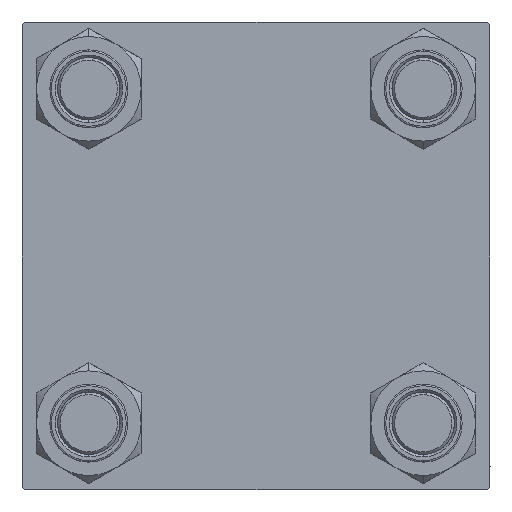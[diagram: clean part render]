
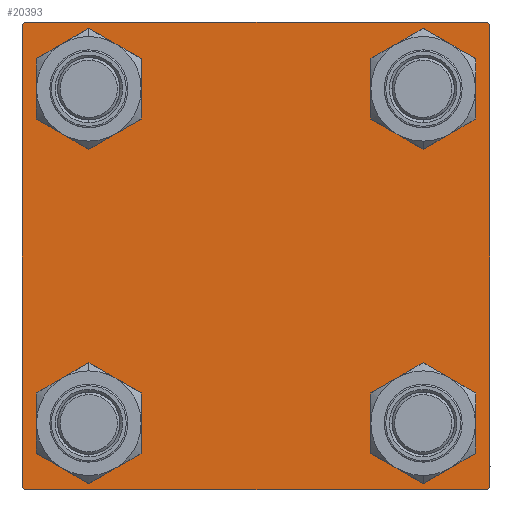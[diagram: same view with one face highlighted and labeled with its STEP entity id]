
A CAD part, left-side view. The second image highlights one B-rep face of the part: STEP entity #20393.
In plain terms, the highlighted planar face has unit normal (-1, 0, 0).
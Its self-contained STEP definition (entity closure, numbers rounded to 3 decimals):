
#1135 = ORIENTED_EDGE ( 'NONE', *, *, #49948, .T. ) ;
#1596 = DIRECTION ( 'NONE',  ( 0., 0.707, 0.707 ) ) ;
#1682 = CARTESIAN_POINT ( 'NONE',  ( 0., 45., -45. ) ) ;
#2078 = DIRECTION ( 'NONE',  ( 0., 0., 1. ) ) ;
#2351 = EDGE_CURVE ( 'NONE', #16631, #18656, #14692, .T. ) ;
#2923 = LINE ( 'NONE', #18613, #44501 ) ;
#3427 = CARTESIAN_POINT ( 'NONE',  ( 0., 32.15, 38.65 ) ) ;
#3455 = EDGE_CURVE ( 'NONE', #48877, #16552, #29980, .T. ) ;
#3495 = DIRECTION ( 'NONE',  ( 0., 0., 1. ) ) ;
#4191 = LINE ( 'NONE', #19118, #19360 ) ;
#4270 = VERTEX_POINT ( 'NONE', #32492 ) ;
#4322 = LINE ( 'NONE', #1682, #50865 ) ;
#4412 = EDGE_CURVE ( 'NONE', #32509, #18656, #2923, .T. ) ;
#4575 = DIRECTION ( 'NONE',  ( 0., 0., 1. ) ) ;
#5167 = AXIS2_PLACEMENT_3D ( 'NONE', #19544, #50406, #7723 ) ;
#5447 = LINE ( 'NONE', #25498, #37474 ) ;
#6028 = DIRECTION ( 'NONE',  ( 0., 0., -1. ) ) ;
#7537 = CARTESIAN_POINT ( 'NONE',  ( 0., -32.15, 25.65 ) ) ;
#7723 = DIRECTION ( 'NONE',  ( 0., 0., 1. ) ) ;
#7789 = EDGE_LOOP ( 'NONE', ( #40394, #46850 ) ) ;
#8021 = VECTOR ( 'NONE', #35545, 1000. ) ;
#8435 = CIRCLE ( 'NONE', #5167, 6.5 ) ;
#9598 = EDGE_CURVE ( 'NONE', #34760, #10194, #8435, .T. ) ;
#9845 = DIRECTION ( 'NONE',  ( 0., 0., 1. ) ) ;
#10194 = VERTEX_POINT ( 'NONE', #7537 ) ;
#10298 = VERTEX_POINT ( 'NONE', #17533 ) ;
#10937 = ORIENTED_EDGE ( 'NONE', *, *, #17776, .T. ) ;
#10959 = CARTESIAN_POINT ( 'NONE',  ( 0., 45., 45. ) ) ;
#11127 = VERTEX_POINT ( 'NONE', #49724 ) ;
#11441 = CARTESIAN_POINT ( 'NONE',  ( 0., 32.15, -25.65 ) ) ;
#11827 = ORIENTED_EDGE ( 'NONE', *, *, #31401, .T. ) ;
#12066 = DIRECTION ( 'NONE',  ( 0., -0.707, -0.707 ) ) ;
#13485 = CARTESIAN_POINT ( 'NONE',  ( 0., -32.15, 32.15 ) ) ;
#14136 = EDGE_CURVE ( 'NONE', #10194, #34760, #25839, .T. ) ;
#14228 = DIRECTION ( 'NONE',  ( 0., 0., 1. ) ) ;
#14409 = CARTESIAN_POINT ( 'NONE',  ( 0., -44.5, 45. ) ) ;
#14418 = CARTESIAN_POINT ( 'NONE',  ( 0., -32.15, -32.15 ) ) ;
#14692 = LINE ( 'NONE', #34438, #48592 ) ;
#14782 = CIRCLE ( 'NONE', #22143, 6.5 ) ;
#14975 = VERTEX_POINT ( 'NONE', #23050 ) ;
#15081 = DIRECTION ( 'NONE',  ( 0., 0., -1. ) ) ;
#16301 = ORIENTED_EDGE ( 'NONE', *, *, #24906, .F. ) ;
#16552 = VERTEX_POINT ( 'NONE', #22937 ) ;
#16631 = VERTEX_POINT ( 'NONE', #20073 ) ;
#16956 = FACE_BOUND ( 'NONE', #29250, .T. ) ;
#17022 = VERTEX_POINT ( 'NONE', #19173 ) ;
#17039 = CARTESIAN_POINT ( 'NONE',  ( 0., 32.15, 32.15 ) ) ;
#17089 = DIRECTION ( 'NONE',  ( 0., 0., 1. ) ) ;
#17133 = ORIENTED_EDGE ( 'NONE', *, *, #36312, .T. ) ;
#17533 = CARTESIAN_POINT ( 'NONE',  ( 0., 44.5, 45. ) ) ;
#17776 = EDGE_CURVE ( 'NONE', #10298, #48877, #4191, .T. ) ;
#17823 = CARTESIAN_POINT ( 'NONE',  ( 0., -32.15, 38.65 ) ) ;
#18128 = CARTESIAN_POINT ( 'NONE',  ( 0., -32.15, -25.65 ) ) ;
#18613 = CARTESIAN_POINT ( 'NONE',  ( 0., -45., 45. ) ) ;
#18637 = VERTEX_POINT ( 'NONE', #18128 ) ;
#18656 = VERTEX_POINT ( 'NONE', #30941 ) ;
#19118 = CARTESIAN_POINT ( 'NONE',  ( 0., 44.75, 44.75 ) ) ;
#19173 = CARTESIAN_POINT ( 'NONE',  ( 0., 32.15, -38.65 ) ) ;
#19347 = AXIS2_PLACEMENT_3D ( 'NONE', #17039, #45041, #9845 ) ;
#19356 = AXIS2_PLACEMENT_3D ( 'NONE', #40579, #31481, #3495 ) ;
#19360 = VECTOR ( 'NONE', #23229, 1000. ) ;
#19544 = CARTESIAN_POINT ( 'NONE',  ( 0., -32.15, 32.15 ) ) ;
#19900 = LINE ( 'NONE', #47396, #8021 ) ;
#20073 = CARTESIAN_POINT ( 'NONE',  ( 0., -44.5, -45. ) ) ;
#20081 = EDGE_CURVE ( 'NONE', #32509, #42035, #5447, .T. ) ;
#20180 = DIRECTION ( 'NONE',  ( 0., 0., 1. ) ) ;
#20227 = ORIENTED_EDGE ( 'NONE', *, *, #47758, .T. ) ;
#20393 = ADVANCED_FACE ( 'NONE', ( #16956, #40836, #32622, #44698, #48313 ), #24924, .T. ) ;
#21815 = AXIS2_PLACEMENT_3D ( 'NONE', #33736, #49436, #14228 ) ;
#22143 = AXIS2_PLACEMENT_3D ( 'NONE', #43379, #23357, #4575 ) ;
#22937 = CARTESIAN_POINT ( 'NONE',  ( 0., 45., -44.5 ) ) ;
#22977 = EDGE_LOOP ( 'NONE', ( #34307, #20227 ) ) ;
#23050 = CARTESIAN_POINT ( 'NONE',  ( 0., 32.15, 25.65 ) ) ;
#23229 = DIRECTION ( 'NONE',  ( 0., 0.707, -0.707 ) ) ;
#23357 = DIRECTION ( 'NONE',  ( 1., 0., 0. ) ) ;
#23509 = ORIENTED_EDGE ( 'NONE', *, *, #3455, .T. ) ;
#23534 = DIRECTION ( 'NONE',  ( 1., 0., 0. ) ) ;
#24789 = VERTEX_POINT ( 'NONE', #11441 ) ;
#24906 = EDGE_CURVE ( 'NONE', #10298, #42035, #19900, .T. ) ;
#24924 = PLANE ( 'NONE',  #19356 ) ;
#25105 = VECTOR ( 'NONE', #12066, 1000. ) ;
#25498 = CARTESIAN_POINT ( 'NONE',  ( 0., -44.75, 44.75 ) ) ;
#25839 = CIRCLE ( 'NONE', #46332, 6.5 ) ;
#26048 = ORIENTED_EDGE ( 'NONE', *, *, #20081, .T. ) ;
#26753 = EDGE_CURVE ( 'NONE', #17022, #24789, #34312, .T. ) ;
#27151 = CARTESIAN_POINT ( 'NONE',  ( 0., 32.15, -32.15 ) ) ;
#27557 = CIRCLE ( 'NONE', #19347, 6.5 ) ;
#28496 = LINE ( 'NONE', #39796, #25105 ) ;
#29250 = EDGE_LOOP ( 'NONE', ( #46461, #48481 ) ) ;
#29980 = LINE ( 'NONE', #10959, #30492 ) ;
#30045 = VERTEX_POINT ( 'NONE', #3427 ) ;
#30451 = EDGE_LOOP ( 'NONE', ( #1135, #11827 ) ) ;
#30492 = VECTOR ( 'NONE', #15081, 1000. ) ;
#30941 = CARTESIAN_POINT ( 'NONE',  ( 0., -45., -44.5 ) ) ;
#31401 = EDGE_CURVE ( 'NONE', #14975, #30045, #27557, .T. ) ;
#31481 = DIRECTION ( 'NONE',  ( -1., 0., 0. ) ) ;
#31991 = DIRECTION ( 'NONE',  ( 1., 0., 0. ) ) ;
#32492 = CARTESIAN_POINT ( 'NONE',  ( 0., -32.15, -38.65 ) ) ;
#32509 = VERTEX_POINT ( 'NONE', #48727 ) ;
#32614 = ORIENTED_EDGE ( 'NONE', *, *, #4412, .F. ) ;
#32622 = FACE_BOUND ( 'NONE', #7789, .T. ) ;
#33736 = CARTESIAN_POINT ( 'NONE',  ( 0., 32.15, -32.15 ) ) ;
#34307 = ORIENTED_EDGE ( 'NONE', *, *, #36065, .T. ) ;
#34312 = CIRCLE ( 'NONE', #40031, 6.5 ) ;
#34438 = CARTESIAN_POINT ( 'NONE',  ( 0., -44.75, -44.75 ) ) ;
#34760 = VERTEX_POINT ( 'NONE', #17823 ) ;
#34853 = EDGE_CURVE ( 'NONE', #24789, #17022, #35709, .T. ) ;
#35545 = DIRECTION ( 'NONE',  ( 0., -1., 0. ) ) ;
#35575 = CARTESIAN_POINT ( 'NONE',  ( 0., 32.15, 32.15 ) ) ;
#35709 = CIRCLE ( 'NONE', #21815, 6.5 ) ;
#36065 = EDGE_CURVE ( 'NONE', #18637, #4270, #49776, .T. ) ;
#36312 = EDGE_CURVE ( 'NONE', #16552, #11127, #28496, .T. ) ;
#37474 = VECTOR ( 'NONE', #1596, 1000. ) ;
#38902 = ORIENTED_EDGE ( 'NONE', *, *, #47767, .T. ) ;
#39374 = CARTESIAN_POINT ( 'NONE',  ( 0., 45., 44.5 ) ) ;
#39796 = CARTESIAN_POINT ( 'NONE',  ( 0., 44.75, -44.75 ) ) ;
#40031 = AXIS2_PLACEMENT_3D ( 'NONE', #27151, #43073, #50552 ) ;
#40045 = EDGE_LOOP ( 'NONE', ( #23509, #17133, #38902, #47344, #32614, #26048, #16301, #10937 ) ) ;
#40394 = ORIENTED_EDGE ( 'NONE', *, *, #34853, .T. ) ;
#40579 = CARTESIAN_POINT ( 'NONE',  ( 0., 0., 0. ) ) ;
#40836 = FACE_BOUND ( 'NONE', #22977, .T. ) ;
#42035 = VERTEX_POINT ( 'NONE', #14409 ) ;
#43073 = DIRECTION ( 'NONE',  ( 1., 0., 0. ) ) ;
#43130 = DIRECTION ( 'NONE',  ( 0., -1., 0. ) ) ;
#43379 = CARTESIAN_POINT ( 'NONE',  ( 0., -32.15, -32.15 ) ) ;
#44501 = VECTOR ( 'NONE', #6028, 1000. ) ;
#44698 = FACE_BOUND ( 'NONE', #30451, .T. ) ;
#45041 = DIRECTION ( 'NONE',  ( 1., 0., 0. ) ) ;
#45756 = DIRECTION ( 'NONE',  ( 1., 0., 0. ) ) ;
#46011 = AXIS2_PLACEMENT_3D ( 'NONE', #35575, #23534, #20180 ) ;
#46332 = AXIS2_PLACEMENT_3D ( 'NONE', #13485, #31991, #17089 ) ;
#46461 = ORIENTED_EDGE ( 'NONE', *, *, #9598, .T. ) ;
#46850 = ORIENTED_EDGE ( 'NONE', *, *, #26753, .T. ) ;
#47264 = AXIS2_PLACEMENT_3D ( 'NONE', #14418, #45756, #2078 ) ;
#47344 = ORIENTED_EDGE ( 'NONE', *, *, #2351, .T. ) ;
#47396 = CARTESIAN_POINT ( 'NONE',  ( 0., 45., 45. ) ) ;
#47665 = CIRCLE ( 'NONE', #46011, 6.5 ) ;
#47758 = EDGE_CURVE ( 'NONE', #4270, #18637, #14782, .T. ) ;
#47767 = EDGE_CURVE ( 'NONE', #11127, #16631, #4322, .T. ) ;
#48313 = FACE_OUTER_BOUND ( 'NONE', #40045, .T. ) ;
#48481 = ORIENTED_EDGE ( 'NONE', *, *, #14136, .T. ) ;
#48592 = VECTOR ( 'NONE', #50148, 1000. ) ;
#48727 = CARTESIAN_POINT ( 'NONE',  ( 0., -45., 44.5 ) ) ;
#48877 = VERTEX_POINT ( 'NONE', #39374 ) ;
#49436 = DIRECTION ( 'NONE',  ( 1., 0., 0. ) ) ;
#49724 = CARTESIAN_POINT ( 'NONE',  ( 0., 44.5, -45. ) ) ;
#49776 = CIRCLE ( 'NONE', #47264, 6.5 ) ;
#49948 = EDGE_CURVE ( 'NONE', #30045, #14975, #47665, .T. ) ;
#50148 = DIRECTION ( 'NONE',  ( 0., -0.707, 0.707 ) ) ;
#50406 = DIRECTION ( 'NONE',  ( 1., 0., 0. ) ) ;
#50552 = DIRECTION ( 'NONE',  ( 0., 0., 1. ) ) ;
#50865 = VECTOR ( 'NONE', #43130, 1000. ) ;
